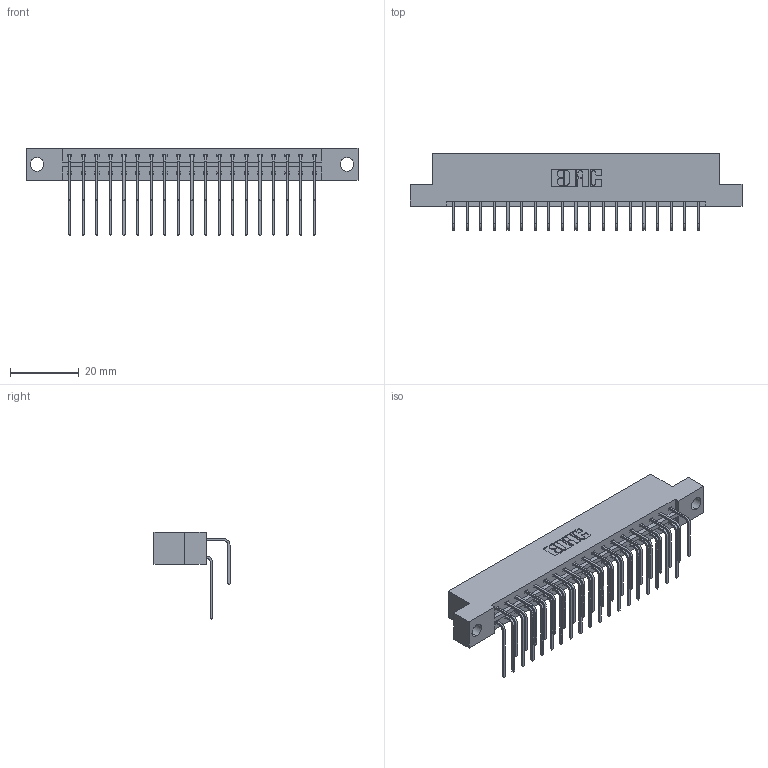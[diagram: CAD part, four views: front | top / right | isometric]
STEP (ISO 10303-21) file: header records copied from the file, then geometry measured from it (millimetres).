
FILE_DESCRIPTION (( 'STEP AP203' ), '1' );
FILE_NAME ('833-038-558-204.STEP', '2020-06-03T13:40:09', ( '' ), ( '' ), 'SwSTEP 2.0', 'SolidWorks 2020', '' );
FILE_SCHEMA (( 'CONFIG_CONTROL_DESIGN' ));
Length unit declared in the file: inch
Products named in the file (4): 833-038-558-204; 345-292-001_558 Tail - 2; 345-292-001_558 559 Tail - 1; 833 Part_Flush - .156 Dia - TH
Assembly tree (39 placements, depth 2):
  833-038-558-204
    833 Part_Flush - .156 Dia - TH
    345-292-001_558 559 Tail - 1  x19
    345-292-001_558 Tail - 2  x19
Bounding box: 96.82 x 22.17 x 25.53 mm (x, y, z)
Volume: 9801.5 mm3; surface area: 12232 mm2
Topology: 39 solids, 39 shells, 2166 faces, 6429 edges, 4234 vertices
Faces by surface type: plane 1514, cylinder 652
Entity records: 16985 total; most frequent: CARTESIAN_POINT 2893, ORIENTED_EDGE 2778, DIRECTION 2493, EDGE_CURVE 1389, LINE 1221, VECTOR 1221, VERTEX_POINT 922, AXIS2_PLACEMENT_3D 636
